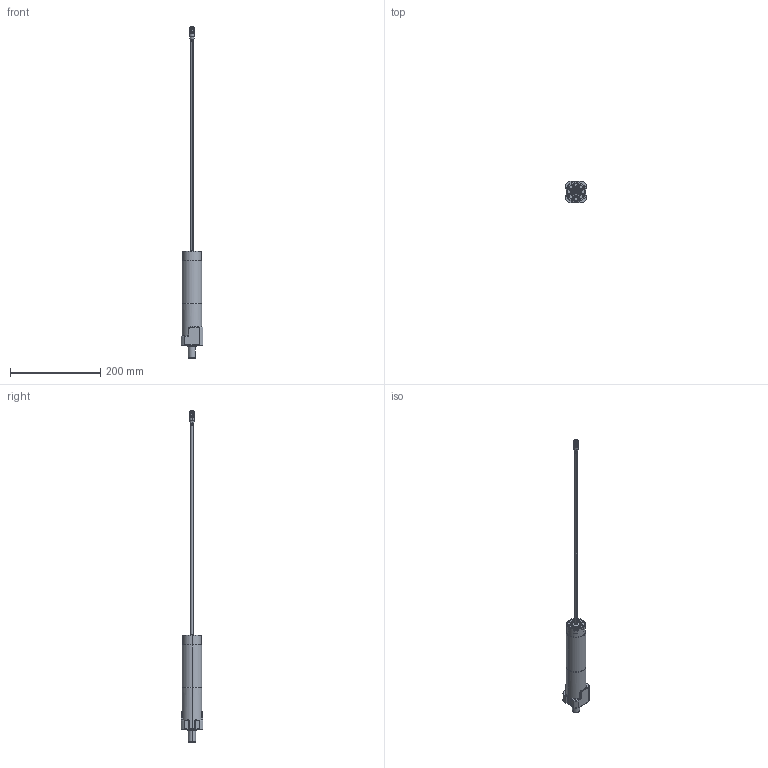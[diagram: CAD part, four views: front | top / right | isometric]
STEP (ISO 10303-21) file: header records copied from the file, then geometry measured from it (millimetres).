
FILE_DESCRIPTION (( 'STEP AP203' ), '1' );
FILE_NAME ('PGD024-SE4-AAA(2-Stage).STEP', '2023-12-14T02:48:18', ( '1125' ), ( 'HP Inc.' ), 'SwSTEP 2.0', 'SolidWorks 2021', '' );
FILE_SCHEMA (( 'CONFIG_CONTROL_DESIGN' ));
Length unit declared in the file: millimetre
Products named in the file (5): PGD-3C-AI; PM-M8B-05P-MM-SL7B01-SNAP-500mm; PGD024-SE4-AAA(2-Stage); PGD用ギヤケース(ダイカスト); IDCモーター部
Assembly tree (4 placements, depth 2):
  PGD024-SE4-AAA(2-Stage)
    IDCモーター部
    PM-M8B-05P-MM-SL7B01-SNAP-500mm
    PGD-3C-AI
    PGD用ギヤケース(ダイカスト)
Bounding box: 48 x 48 x 736.5 mm (x, y, z)
Volume: 348012 mm3; surface area: 55304.4 mm2
Topology: 4 solids, 4 shells, 846 faces, 1972 edges, 1094 vertices
Faces by surface type: cylinder 367, torus 227, plane 128, bspline 56, cone 50, sphere 18
Entity records: 26968 total; most frequent: CARTESIAN_POINT 7481, DIRECTION 4403, ORIENTED_EDGE 3788, EDGE_CURVE 1894, AXIS2_PLACEMENT_3D 1866, VERTEX_POINT 1084, CIRCLE 1069, EDGE_LOOP 876
